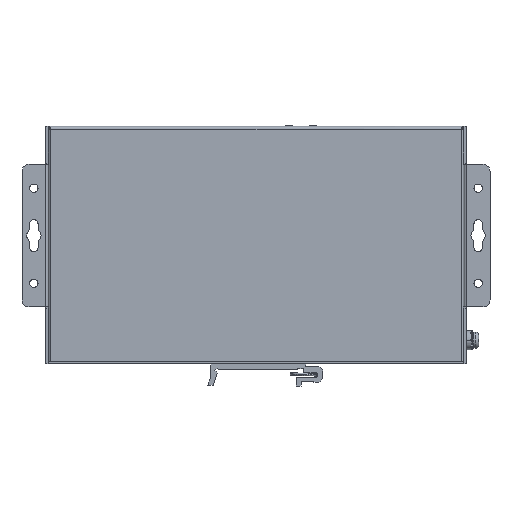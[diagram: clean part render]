
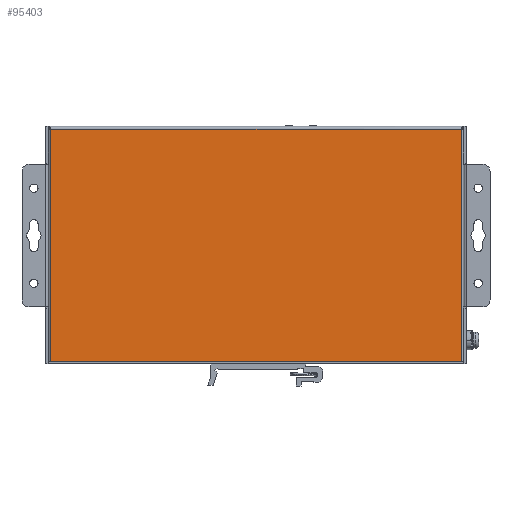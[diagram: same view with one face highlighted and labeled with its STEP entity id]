
A CAD part, front view. The second image highlights one B-rep face of the part: STEP entity #95403.
In plain terms, the highlighted face is planar.
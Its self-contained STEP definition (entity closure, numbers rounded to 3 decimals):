
#93337=DIRECTION('',(1.,0.,0.));
#93338=VECTOR('',#93337,172.6);
#93339=CARTESIAN_POINT('',(-86.3,48.35,0.));
#93340=LINE('',#93339,#93338);
#93361=DIRECTION('',(0.,-1.,0.));
#93362=VECTOR('',#93361,97.8);
#93363=CARTESIAN_POINT('',(86.3,48.35,0.));
#93364=LINE('',#93363,#93362);
#93373=DIRECTION('',(-1.,0.,0.));
#93374=VECTOR('',#93373,172.6);
#93375=CARTESIAN_POINT('',(86.3,-49.45,0.));
#93376=LINE('',#93375,#93374);
#93391=DIRECTION('',(0.,1.,0.));
#93392=VECTOR('',#93391,97.8);
#93393=CARTESIAN_POINT('',(-86.3,-49.45,0.));
#93394=LINE('',#93393,#93392);
#94695=CARTESIAN_POINT('',(86.3,48.35,0.));
#94697=VERTEX_POINT('',#94695);
#94862=CARTESIAN_POINT('',(-86.3,48.35,0.));
#94864=VERTEX_POINT('',#94862);
#94881=CARTESIAN_POINT('',(-86.3,-49.45,0.));
#94882=VERTEX_POINT('',#94881);
#94988=CARTESIAN_POINT('',(86.3,-49.45,0.));
#94989=VERTEX_POINT('',#94988);
#95389=CARTESIAN_POINT('',(-87.4,49.45,0.));
#95390=DIRECTION('',(0.,0.,-1.));
#95391=DIRECTION('',(-1.,0.,0.));
#95392=AXIS2_PLACEMENT_3D('',#95389,#95390,#95391);
#95393=PLANE('',#95392);
#95394=ORIENTED_EDGE('',*,*,#95380,.T.);
#95396=ORIENTED_EDGE('',*,*,#95395,.T.);
#95398=ORIENTED_EDGE('',*,*,#95397,.T.);
#95400=ORIENTED_EDGE('',*,*,#95399,.T.);
#95401=EDGE_LOOP('',(#95394,#95396,#95398,#95400));
#95402=FACE_OUTER_BOUND('',#95401,.F.);
#95380=EDGE_CURVE('',#94864,#94697,#93340,.T.);
#95395=EDGE_CURVE('',#94697,#94989,#93364,.T.);
#95397=EDGE_CURVE('',#94989,#94882,#93376,.T.);
#95399=EDGE_CURVE('',#94882,#94864,#93394,.T.);
#95403=ADVANCED_FACE('',(#95402),#95393,.F.);
